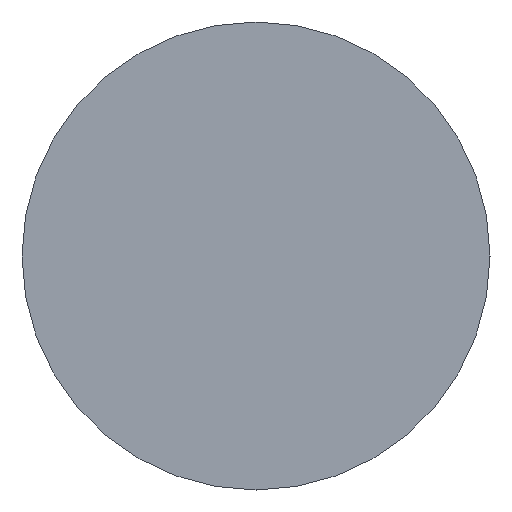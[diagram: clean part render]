
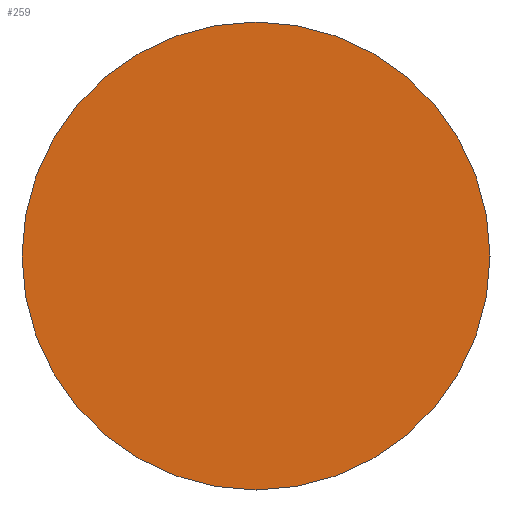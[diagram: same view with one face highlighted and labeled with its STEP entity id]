
A CAD part, front view. The second image highlights one B-rep face of the part: STEP entity #259.
In plain terms, the highlighted planar face has unit normal (0, -1, 0).
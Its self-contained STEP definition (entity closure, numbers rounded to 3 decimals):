
#1 = ORIENTED_EDGE ( 'NONE', *, *, #263, .T. ) ;
#10 = CARTESIAN_POINT ( 'NONE',  ( 0., 0., 0. ) ) ;
#34 = CIRCLE ( 'NONE', #88, 2.5 ) ;
#51 = CARTESIAN_POINT ( 'NONE',  ( 0., 0., -2.5 ) ) ;
#55 = AXIS2_PLACEMENT_3D ( 'NONE', #304, #119, #94 ) ;
#81 = EDGE_CURVE ( 'NONE', #335, #283, #273, .T. ) ;
#88 = AXIS2_PLACEMENT_3D ( 'NONE', #177, #90, #223 ) ;
#90 = DIRECTION ( 'NONE',  ( 0., -1., 0. ) ) ;
#94 = DIRECTION ( 'NONE',  ( 0., 0., 1. ) ) ;
#119 = DIRECTION ( 'NONE',  ( 0., 1., 0. ) ) ;
#155 = AXIS2_PLACEMENT_3D ( 'NONE', #10, #323, #290 ) ;
#177 = CARTESIAN_POINT ( 'NONE',  ( 0., 0., 0. ) ) ;
#180 = EDGE_LOOP ( 'NONE', ( #1, #232 ) ) ;
#223 = DIRECTION ( 'NONE',  ( 0., 0., -1. ) ) ;
#232 = ORIENTED_EDGE ( 'NONE', *, *, #81, .T. ) ;
#237 = CARTESIAN_POINT ( 'NONE',  ( 0., 0., 2.5 ) ) ;
#259 = ADVANCED_FACE ( 'NONE', ( #334 ), #306, .F. ) ;
#263 = EDGE_CURVE ( 'NONE', #283, #335, #34, .T. ) ;
#273 = CIRCLE ( 'NONE', #155, 2.5 ) ;
#283 = VERTEX_POINT ( 'NONE', #51 ) ;
#290 = DIRECTION ( 'NONE',  ( 0., 0., -1. ) ) ;
#304 = CARTESIAN_POINT ( 'NONE',  ( -2.5, 0., 0. ) ) ;
#306 = PLANE ( 'NONE',  #55 ) ;
#323 = DIRECTION ( 'NONE',  ( 0., -1., 0. ) ) ;
#334 = FACE_OUTER_BOUND ( 'NONE', #180, .T. ) ;
#335 = VERTEX_POINT ( 'NONE', #237 ) ;
